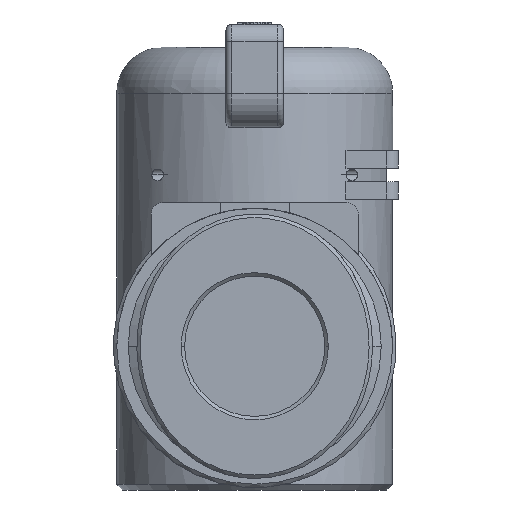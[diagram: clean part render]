
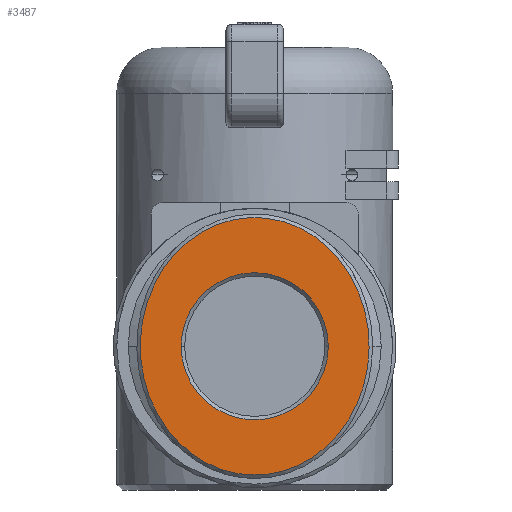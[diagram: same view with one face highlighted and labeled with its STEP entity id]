
A CAD part, front view. The second image highlights one B-rep face of the part: STEP entity #3487.
In plain terms, the highlighted planar face has unit normal (0, -1, 0).
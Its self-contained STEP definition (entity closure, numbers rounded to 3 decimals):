
#2504=CARTESIAN_POINT('',(6.3,-39.4,-7.85));
#2505=VERTEX_POINT('',#2504);
#2514=CARTESIAN_POINT('',(-6.5,-39.4,-7.85));
#2515=VERTEX_POINT('',#2514);
#2516=CARTESIAN_POINT('',(-0.1,-39.4,-7.85));
#2517=DIRECTION('',(0.0,-1.0,0.0));
#2518=DIRECTION('',(1.0,0.0,0.0));
#2519=AXIS2_PLACEMENT_3D('',#2516,#2517,#2518);
#2520=CIRCLE('',#2519,6.4);
#2521=EDGE_CURVE('',#2505,#2515,#2520,.T.);
#3375=CARTESIAN_POINT('',(-0.1,-39.4,-19.05));
#3376=VERTEX_POINT('',#3375);
#3382=CARTESIAN_POINT('',(-0.1,-39.4,-19.05));
#3383=CARTESIAN_POINT('',(-0.623,-39.4,-19.05));
#3384=CARTESIAN_POINT('',(-1.146,-39.4,-19.003));
#3385=CARTESIAN_POINT('',(-2.18,-39.4,-18.818));
#3386=CARTESIAN_POINT('',(-2.691,-39.4,-18.68));
#3387=CARTESIAN_POINT('',(-3.69,-39.4,-18.312));
#3388=CARTESIAN_POINT('',(-4.178,-39.4,-18.083));
#3389=CARTESIAN_POINT('',(-5.119,-39.4,-17.539));
#3390=CARTESIAN_POINT('',(-5.572,-39.4,-17.223));
#3391=CARTESIAN_POINT('',(-6.431,-39.4,-16.51));
#3392=CARTESIAN_POINT('',(-6.838,-39.4,-16.113));
#3393=CARTESIAN_POINT('',(-7.592,-39.4,-15.245));
#3394=CARTESIAN_POINT('',(-7.939,-39.4,-14.774));
#3395=CARTESIAN_POINT('',(-8.564,-39.4,-13.77));
#3396=CARTESIAN_POINT('',(-8.841,-39.4,-13.236));
#3397=CARTESIAN_POINT('',(-9.315,-39.4,-12.12));
#3398=CARTESIAN_POINT('',(-9.511,-39.4,-11.537));
#3399=CARTESIAN_POINT('',(-9.817,-39.4,-10.339));
#3400=CARTESIAN_POINT('',(-9.925,-39.4,-9.724));
#3401=CARTESIAN_POINT('',(-10.05,-39.4,-8.479));
#3402=CARTESIAN_POINT('',(-10.066,-39.4,-7.85));
#3403=CARTESIAN_POINT('',(-10.003,-39.4,-6.597));
#3404=CARTESIAN_POINT('',(-9.925,-39.4,-5.974));
#3405=CARTESIAN_POINT('',(-9.678,-39.4,-4.752));
#3406=CARTESIAN_POINT('',(-9.509,-39.4,-4.153));
#3407=CARTESIAN_POINT('',(-9.085,-39.4,-3.));
#3408=CARTESIAN_POINT('',(-8.832,-39.4,-2.444));
#3409=CARTESIAN_POINT('',(-8.248,-39.4,-1.393));
#3410=CARTESIAN_POINT('',(-7.919,-39.4,-0.897));
#3411=CARTESIAN_POINT('',(-7.196,-39.4,0.024));
#3412=CARTESIAN_POINT('',(-6.803,-39.4,0.449));
#3413=CARTESIAN_POINT('',(-5.965,-39.4,1.217));
#3414=CARTESIAN_POINT('',(-5.521,-39.4,1.561));
#3415=CARTESIAN_POINT('',(-4.593,-39.4,2.161));
#3416=CARTESIAN_POINT('',(-4.111,-39.4,2.417));
#3417=CARTESIAN_POINT('',(-3.119,-39.4,2.838));
#3418=CARTESIAN_POINT('',(-2.611,-39.4,3.004));
#3419=CARTESIAN_POINT('',(-1.58,-39.4,3.241));
#3420=CARTESIAN_POINT('',(-1.058,-39.4,3.314));
#3421=CARTESIAN_POINT('',(-0.012,-39.4,3.365));
#3422=CARTESIAN_POINT('',(0.512,-39.4,3.344));
#3423=CARTESIAN_POINT('',(1.552,-39.4,3.21));
#3424=CARTESIAN_POINT('',(2.067,-39.4,3.097));
#3425=CARTESIAN_POINT('',(3.078,-39.4,2.78));
#3426=CARTESIAN_POINT('',(3.574,-39.4,2.575));
#3427=CARTESIAN_POINT('',(4.533,-39.4,2.079));
#3428=CARTESIAN_POINT('',(4.997,-39.4,1.787));
#3429=CARTESIAN_POINT('',(5.882,-39.4,1.12));
#3430=CARTESIAN_POINT('',(6.302,-39.4,0.744));
#3431=CARTESIAN_POINT('',(7.088,-39.4,-0.082));
#3432=CARTESIAN_POINT('',(7.452,-39.4,-0.534));
#3433=CARTESIAN_POINT('',(8.115,-39.4,-1.502));
#3434=CARTESIAN_POINT('',(8.413,-39.4,-2.02));
#3435=CARTESIAN_POINT('',(8.931,-39.4,-3.108));
#3436=CARTESIAN_POINT('',(9.15,-39.4,-3.679));
#3437=CARTESIAN_POINT('',(9.504,-39.4,-4.858));
#3438=CARTESIAN_POINT('',(9.638,-39.4,-5.466));
#3439=CARTESIAN_POINT('',(9.813,-39.4,-6.701));
#3440=CARTESIAN_POINT('',(9.855,-39.4,-7.328));
#3441=CARTESIAN_POINT('',(9.844,-39.4,-8.583));
#3442=CARTESIAN_POINT('',(9.792,-39.4,-9.21));
#3443=CARTESIAN_POINT('',(9.595,-39.4,-10.444));
#3444=CARTESIAN_POINT('',(9.451,-39.4,-11.051));
#3445=CARTESIAN_POINT('',(9.075,-39.4,-12.227));
#3446=CARTESIAN_POINT('',(8.844,-39.4,-12.796));
#3447=CARTESIAN_POINT('',(8.303,-39.4,-13.879));
#3448=CARTESIAN_POINT('',(7.993,-39.4,-14.393));
#3449=CARTESIAN_POINT('',(7.307,-39.4,-15.353));
#3450=CARTESIAN_POINT('',(6.93,-39.4,-15.799));
#3451=CARTESIAN_POINT('',(6.122,-39.4,-16.611));
#3452=CARTESIAN_POINT('',(5.69,-39.4,-16.978));
#3453=CARTESIAN_POINT('',(4.785,-39.4,-17.625));
#3454=CARTESIAN_POINT('',(4.312,-39.4,-17.906));
#3455=CARTESIAN_POINT('',(3.335,-39.4,-18.378));
#3456=CARTESIAN_POINT('',(2.833,-39.4,-18.569));
#3457=CARTESIAN_POINT('',(1.925,-39.4,-18.825));
#3458=CARTESIAN_POINT('',(1.524,-39.4,-18.909));
#3459=CARTESIAN_POINT('',(0.715,-39.4,-19.022));
#3460=CARTESIAN_POINT('',(0.307,-39.4,-19.05));
#3461=CARTESIAN_POINT('',(-0.1,-39.4,-19.05));
#3462=B_SPLINE_CURVE_WITH_KNOTS('',3,(#3382,#3383,#3384,#3385,#3386,#3387,#3388,#3389,#3390,#3391,#3392,#3393,#3394,#3395,#3396,#3397,#3398,#3399,#3400,#3401,#3402,#3403,#3404,#3405,#3406,#3407,#3408,#3409,#3410,#3411,#3412,#3413,#3414,#3415,#3416,#3417,#3418,#3419,#3420,#3421,#3422,#3423,#3424,#3425,#3426,#3427,#3428,#3429,#3430,#3431,#3432,#3433,#3434,#3435,#3436,#3437,#3438,#3439,#3440,#3441,#3442,#3443,#3444,#3445,#3446,#3447,#3448,#3449,#3450,#3451,#3452,#3453,#3454,#3455,#3456,#3457,#3458,#3459,#3460,#3461),.UNSPECIFIED.,.T.,.U.,(4,2,2,2,2,2,2,2,2,2,2,2,2,2,2,2,2,2,2,2,2,2,2,2,2,2,2,2,2,2,2,2,2,2,2,2,2,2,2,4),(0.0,0.158,0.317,0.476,0.636,0.798,0.961,1.126,1.292,1.459,1.627,1.794,1.961,2.128,2.293,2.457,2.619,2.78,2.939,3.098,3.256,3.414,3.573,3.733,3.895,4.058,4.222,4.388,4.554,4.722,4.889,5.057,5.223,5.389,5.553,5.716,5.877,6.037,6.16,6.283),.UNSPECIFIED.);
#3463=EDGE_CURVE('',#3376,#3376,#3462,.T.);
#3469=CARTESIAN_POINT('',(-0.1,-39.4,-19.35));
#3470=DIRECTION('',(0.0,-1.0,0.0));
#3471=DIRECTION('',(1.0,0.0,0.0));
#3472=AXIS2_PLACEMENT_3D('',#3469,#3470,#3471);
#3473=PLANE('',#3472);
#3474=ORIENTED_EDGE('',*,*,#3463,.F.);
#3475=EDGE_LOOP('',(#3474));
#3476=FACE_OUTER_BOUND('',#3475,.T.);
#3477=CARTESIAN_POINT('',(-0.1,-39.4,-7.85));
#3478=DIRECTION('',(0.0,-1.0,0.0));
#3479=DIRECTION('',(1.0,0.0,0.0));
#3480=AXIS2_PLACEMENT_3D('',#3477,#3478,#3479);
#3481=CIRCLE('',#3480,6.4);
#3482=EDGE_CURVE('',#2515,#2505,#3481,.T.);
#3483=ORIENTED_EDGE('',*,*,#3482,.F.);
#3484=ORIENTED_EDGE('',*,*,#2521,.F.);
#3485=EDGE_LOOP('',(#3483,#3484));
#3486=FACE_BOUND('',#3485,.T.);
#3487=ADVANCED_FACE('',(#3476,#3486),#3473,.T.);
